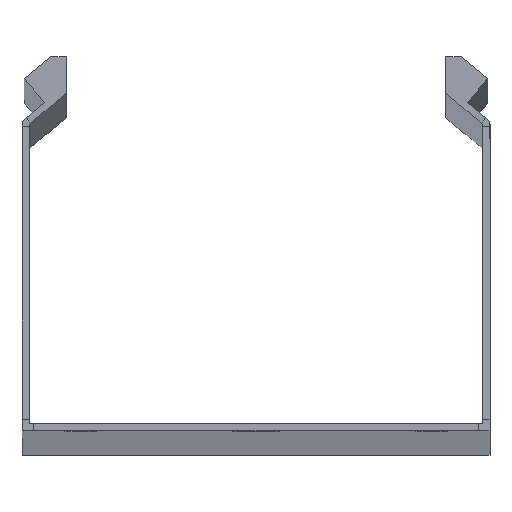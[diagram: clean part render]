
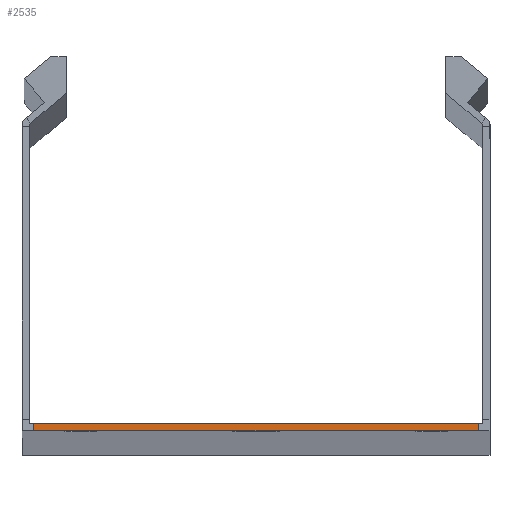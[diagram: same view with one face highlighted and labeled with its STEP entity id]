
A CAD part, top view. The second image highlights one B-rep face of the part: STEP entity #2535.
In plain terms, the highlighted planar face has unit normal (0, 0, 1).
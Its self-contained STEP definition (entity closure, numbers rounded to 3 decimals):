
#158 = VECTOR ( 'NONE', #1720, 1000. ) ;
#486 = EDGE_LOOP ( 'NONE', ( #2918, #4209, #4331, #4946 ) ) ;
#599 = AXIS2_PLACEMENT_3D ( 'NONE', #1616, #1555, #4841 ) ;
#922 = VERTEX_POINT ( 'NONE', #2616 ) ;
#1249 = CARTESIAN_POINT ( 'NONE',  ( -50., 1.5, 1500. ) ) ;
#1275 = EDGE_CURVE ( 'NONE', #922, #4918, #4781, .T. ) ;
#1525 = VECTOR ( 'NONE', #5106, 1000. ) ;
#1555 = DIRECTION ( 'NONE',  ( 0., 0., 1. ) ) ;
#1616 = CARTESIAN_POINT ( 'NONE',  ( 48.5, 2.5, 1500. ) ) ;
#1684 = FACE_OUTER_BOUND ( 'NONE', #486, .T. ) ;
#1720 = DIRECTION ( 'NONE',  ( -1., 0., 0. ) ) ;
#1960 = LINE ( 'NONE', #3658, #1525 ) ;
#2138 = CARTESIAN_POINT ( 'NONE',  ( -50., 0., 1500. ) ) ;
#2215 = DIRECTION ( 'NONE',  ( -1., 0., 0. ) ) ;
#2220 = CARTESIAN_POINT ( 'NONE',  ( 47.5, 0., 1500. ) ) ;
#2309 = EDGE_CURVE ( 'NONE', #4960, #4931, #1960, .T. ) ;
#2535 = ADVANCED_FACE ( 'NONE', ( #1684 ), #5262, .T. ) ;
#2616 = CARTESIAN_POINT ( 'NONE',  ( -47.5, 1.5, 1500. ) ) ;
#2663 = EDGE_CURVE ( 'NONE', #4960, #4918, #4036, .T. ) ;
#2918 = ORIENTED_EDGE ( 'NONE', *, *, #2663, .F. ) ;
#3082 = CARTESIAN_POINT ( 'NONE',  ( -47.5, 0., 1500. ) ) ;
#3390 = VECTOR ( 'NONE', #2215, 1000. ) ;
#3562 = CARTESIAN_POINT ( 'NONE',  ( 47.5, 1.5, 1500. ) ) ;
#3658 = CARTESIAN_POINT ( 'NONE',  ( 47.5, 0., 1500. ) ) ;
#3813 = CARTESIAN_POINT ( 'NONE',  ( -47.5, 1.5, 1500. ) ) ;
#3879 = EDGE_CURVE ( 'NONE', #4931, #922, #3964, .T. ) ;
#3964 = LINE ( 'NONE', #1249, #3390 ) ;
#4036 = LINE ( 'NONE', #2138, #158 ) ;
#4209 = ORIENTED_EDGE ( 'NONE', *, *, #2309, .T. ) ;
#4331 = ORIENTED_EDGE ( 'NONE', *, *, #3879, .T. ) ;
#4485 = VECTOR ( 'NONE', #5630, 1000. ) ;
#4781 = LINE ( 'NONE', #3813, #4485 ) ;
#4841 = DIRECTION ( 'NONE',  ( 1., 0., 0. ) ) ;
#4918 = VERTEX_POINT ( 'NONE', #3082 ) ;
#4931 = VERTEX_POINT ( 'NONE', #3562 ) ;
#4946 = ORIENTED_EDGE ( 'NONE', *, *, #1275, .T. ) ;
#4960 = VERTEX_POINT ( 'NONE', #2220 ) ;
#5106 = DIRECTION ( 'NONE',  ( 0., 1., 0. ) ) ;
#5262 = PLANE ( 'NONE',  #599 ) ;
#5630 = DIRECTION ( 'NONE',  ( 0., -1., 0. ) ) ;
